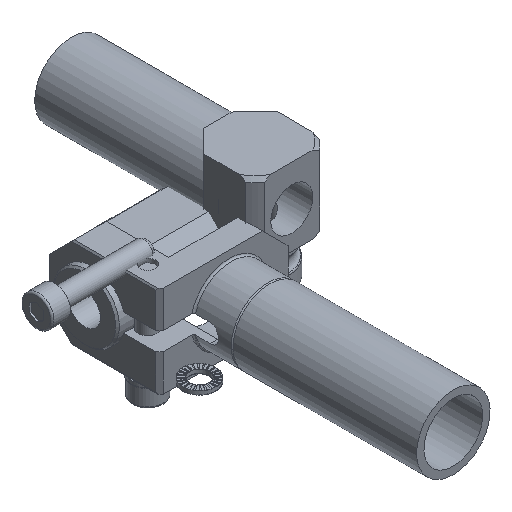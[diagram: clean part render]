
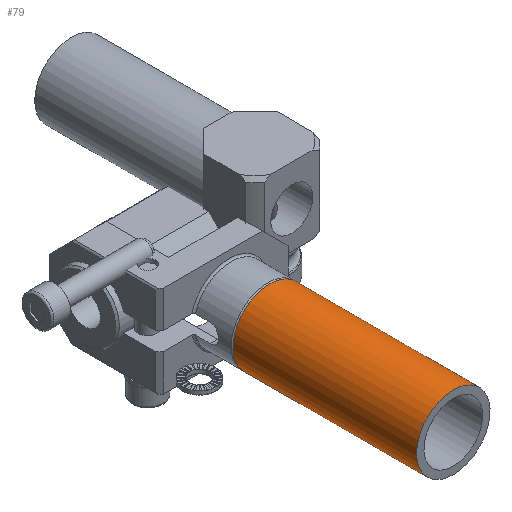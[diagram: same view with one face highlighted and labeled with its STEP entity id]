
A CAD part, isometric view. The second image highlights one B-rep face of the part: STEP entity #79.
In plain terms, the highlighted cylindrical face has radius 10 mm (diameter 20 mm), a full revolution.
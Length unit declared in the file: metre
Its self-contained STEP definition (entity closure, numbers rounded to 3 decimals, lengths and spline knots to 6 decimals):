
#79 = ADVANCED_FACE( '', ( #131, #132 ), #133, .T. );
#131 = FACE_OUTER_BOUND( '', #186, .T. );
#132 = FACE_OUTER_BOUND( '', #187, .T. );
#133 = CYLINDRICAL_SURFACE( '', #188, 0.01 );
#186 = EDGE_LOOP( '', ( #497 ) );
#187 = EDGE_LOOP( '', ( #498 ) );
#188 = AXIS2_PLACEMENT_3D( '', #499, #500, #501 );
#497 = ORIENTED_EDGE( '', *, *, #1091, .F. );
#498 = ORIENTED_EDGE( '', *, *, #1094, .T. );
#499 = CARTESIAN_POINT( '', ( 0., 0.05, 0. ) );
#500 = DIRECTION( '', ( 0., 1., 0. ) );
#501 = DIRECTION( '', ( 0., 0., -1. ) );
#1091 = EDGE_CURVE( '', #1673, #1673, #1674, .T. );
#1094 = EDGE_CURVE( '', #1678, #1678, #1679, .T. );
#1673 = VERTEX_POINT( '', #3961 );
#1674 = CIRCLE( '', #3962, 0.01 );
#1678 = VERTEX_POINT( '', #3966 );
#1679 = CIRCLE( '', #3967, 0.01 );
#3961 = CARTESIAN_POINT( '', ( 0.01, 0.05, 0. ) );
#3962 = AXIS2_PLACEMENT_3D( '', #4714, #4715, #4716 );
#3966 = CARTESIAN_POINT( '', ( 0.01, 0., 0. ) );
#3967 = AXIS2_PLACEMENT_3D( '', #4720, #4721, #4722 );
#4714 = CARTESIAN_POINT( '', ( 0., 0.05, 0. ) );
#4715 = DIRECTION( '', ( 0., 1., 0. ) );
#4716 = DIRECTION( '', ( 1., 0., 0. ) );
#4720 = CARTESIAN_POINT( '', ( 0., 0., 0. ) );
#4721 = DIRECTION( '', ( 0., 1., 0. ) );
#4722 = DIRECTION( '', ( 1., 0., 0. ) );
